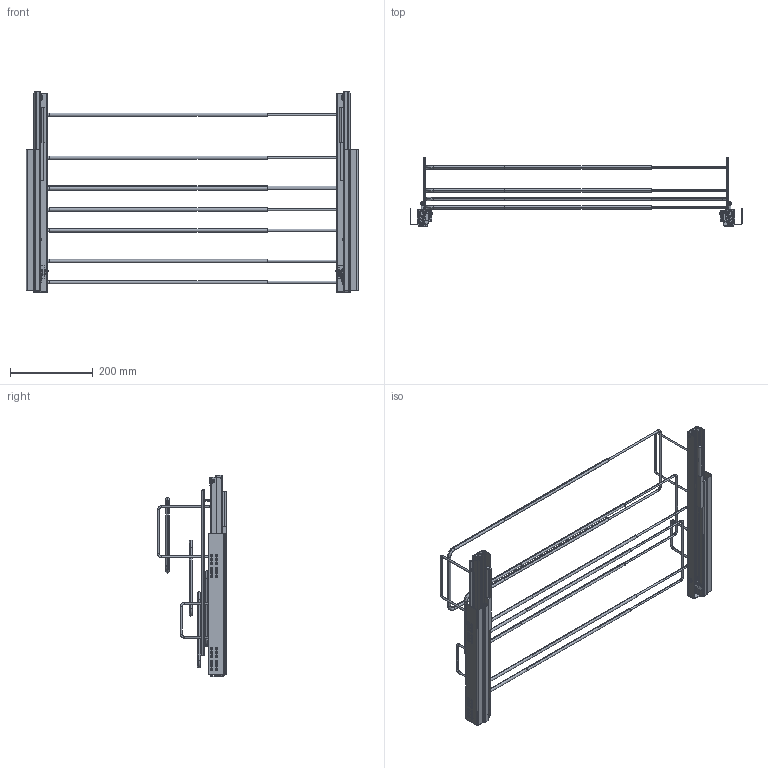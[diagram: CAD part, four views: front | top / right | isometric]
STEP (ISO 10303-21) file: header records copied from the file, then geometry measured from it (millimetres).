
FILE_DESCRIPTION (( 'STEP AP214' ), '1' );
FILE_NAME ('10_39103014.stp', '2022-07-26T12:48:18', ( '' ), ( '' ), 'SwSTEP 2.0', 'SolidWorks 2018', '' );
FILE_SCHEMA (( 'AUTOMOTIVE_DESIGN' ));
Length unit declared in the file: millimetre
Products named in the file (35): FIJACION GUIA del dcha mod^Copia de Copia de CJTO FIJACION GUIA dcha mod_Ensamblaje99_08_39105007; FUNDA QUADRO 480 EB20 IZQDA_M^Copia de Copia de QUADRO V6 480 EB20 SS IZQDA_M_Ensamblaje98_08_39105007; piston DERECHA^Copia de Copia de QUADRO V6 480 EB20 SS DCHA_Ensamblaje99_08_39105007; clip PITON^Copia de Copia de CJTO FIJACION GUIA izqda mod_Ensamblaje98_08_39105007; FUNDA QUADRO 480 EB20 DCHA^Copia de Copia de QUADRO V6 480 EB20 SS DCHA_Ensamblaje99_08_39105007; Copia de Copia de CJTO FIJACION GUIA dcha mod^Ensamblaje99_08_39105007; clip PITON^Copia de Copia de CJTO FIJACION GUIA dcha mod_Ensamblaje99_08_39105007; FIJACION GUIA eje dcha^Copia de Copia de CJTO FIJACION GUIA dcha mod_Ensamblaje99_08_39105007; Copia de 08_ZAPATERO 640_1000 HEMBRA^08_39105007; Copia de B02_ZAPATERO A - 640_1000.ipt^Copia de 08_LATERAL ZAPATERO 640_1000 - MACHO_08_39105007; 10_39103014; Copia de Copia de FIJACION GUIA trasera mod^Ensamblaje98_08_39105007; Ensamblaje99^08_39105007; Copia de lateral con casquillos.ipt^Copia de 08_LATERAL ZAPATERO 640_1000 - MACHO_08_39105007; MEDIO QUADRO 480 EB20 IZQDA_M^Copia de Copia de QUADRO V6 480 EB20 SS IZQDA_M_Ensamblaje98_08_39105007; CENTRO GUIA CUADRO^Copia de Copia de QUADRO V6 480 EB20 SS DCHA_Ensamblaje99_08_39105007; Copia de Copia de CJTO FIJACION GUIA izqda mod^Ensamblaje98_08_39105007; Copia de Copia de CJTO PLETINA FR BAJO IZDA^Ensamblaje98_08_39105007; FIJACION GUIA eje izqda^Copia de Copia de CJTO FIJACION GUIA izqda mod_Ensamblaje98_08_39105007; Copia de Copia de QUADRO V6 480 EB20 SS IZQDA_M^Ensamblaje98_08_39105007; Copia de 08_LATERAL ZAPATERO 640_1000 - MACHO^08_39105007; Copia de B01_ZAPATERO A.ipt^Copia de 08_ZAPATERO 640_1000 HEMBRA_08_39105007; Copia de B01_ZAPATERO A.ipt^Copia de 08_LATERAL ZAPATERO 640_1000 - MACHO_08_39105007; MEDIO QUADRO 480 EB20 DCHA^Copia de Copia de QUADRO V6 480 EB20 SS DCHA_Ensamblaje99_08_39105007; Copia de Copia de QUADRO V6 480 EB20 SS DCHA^Ensamblaje99_08_39105007; Copia de lateral con casquillos.ipt^Copia de 08_ZAPATERO 640_1000 HEMBRA_08_39105007; PLETINA GUIA IZDA_MIR^Copia de Copia de CJTO PLETINA FR BAJO IZDA_Ensamblaje98_08_39105007; Ensamblaje98^08_39105007; Copia de Copia de FIJACION GUIA trasera mod^Ensamblaje99_08_39105007; FIJACION GUIA del izqda_MIR^Copia de Copia de CJTO FIJACION GUIA izqda mod_Ensamblaje98_08_39105007; PLETINA GUIA DCHA^Copia de Copia de CJTO PLETINA FR BAJO_Ensamblaje99_08_39105007; piston DERECHA^Copia de Copia de QUADRO V6 480 EB20 SS IZQDA_M_Ensamblaje98_08_39105007; Copia de Copia de CJTO PLETINA FR BAJO^Ensamblaje99_08_39105007; CENTRO GUIA CUADRO^Copia de Copia de QUADRO V6 480 EB20 SS IZQDA_M_Ensamblaje98_08_39105007; Copia de B 00_ZAPATERO A - 640-1000.ipt^Copia de 08_ZAPATERO 640_1000 HEMBRA_08_39105007
Assembly tree (46 placements, depth 4):
  10_39103014
    Ensamblaje98^08_39105007
      Copia de Copia de CJTO PLETINA FR BAJO IZDA^Ensamblaje98_08_39105007
        PLETINA GUIA IZDA_MIR^Copia de Copia de CJTO PLETINA FR BAJO IZDA_Ensamblaje98_08_39105007
      Copia de Copia de CJTO FIJACION GUIA izqda mod^Ensamblaje98_08_39105007
        clip PITON^Copia de Copia de CJTO FIJACION GUIA izqda mod_Ensamblaje98_08_39105007  x2
        FIJACION GUIA eje izqda^Copia de Copia de CJTO FIJACION GUIA izqda mod_Ensamblaje98_08_39105007  x3
        FIJACION GUIA del izqda_MIR^Copia de Copia de CJTO FIJACION GUIA izqda mod_Ensamblaje98_08_39105007  x2
      Copia de Copia de QUADRO V6 480 EB20 SS IZQDA_M^Ensamblaje98_08_39105007
        FUNDA QUADRO 480 EB20 IZQDA_M^Copia de Copia de QUADRO V6 480 EB20 SS IZQDA_M_Ensamblaje98_08_39105007
        MEDIO QUADRO 480 EB20 IZQDA_M^Copia de Copia de QUADRO V6 480 EB20 SS IZQDA_M_Ensamblaje98_08_39105007
        CENTRO GUIA CUADRO^Copia de Copia de QUADRO V6 480 EB20 SS IZQDA_M_Ensamblaje98_08_39105007
        piston DERECHA^Copia de Copia de QUADRO V6 480 EB20 SS IZQDA_M_Ensamblaje98_08_39105007
      Copia de Copia de FIJACION GUIA trasera mod^Ensamblaje98_08_39105007
    Ensamblaje99^08_39105007
      Copia de Copia de CJTO PLETINA FR BAJO^Ensamblaje99_08_39105007
        PLETINA GUIA DCHA^Copia de Copia de CJTO PLETINA FR BAJO_Ensamblaje99_08_39105007
      Copia de Copia de CJTO FIJACION GUIA dcha mod^Ensamblaje99_08_39105007
        FIJACION GUIA eje dcha^Copia de Copia de CJTO FIJACION GUIA dcha mod_Ensamblaje99_08_39105007  x2
        clip PITON^Copia de Copia de CJTO FIJACION GUIA dcha mod_Ensamblaje99_08_39105007  x2
        FIJACION GUIA del dcha mod^Copia de Copia de CJTO FIJACION GUIA dcha mod_Ensamblaje99_08_39105007
      Copia de Copia de QUADRO V6 480 EB20 SS DCHA^Ensamblaje99_08_39105007
        FUNDA QUADRO 480 EB20 DCHA^Copia de Copia de QUADRO V6 480 EB20 SS DCHA_Ensamblaje99_08_39105007
        MEDIO QUADRO 480 EB20 DCHA^Copia de Copia de QUADRO V6 480 EB20 SS DCHA_Ensamblaje99_08_39105007
        CENTRO GUIA CUADRO^Copia de Copia de QUADRO V6 480 EB20 SS DCHA_Ensamblaje99_08_39105007
        piston DERECHA^Copia de Copia de QUADRO V6 480 EB20 SS DCHA_Ensamblaje99_08_39105007
      Copia de Copia de FIJACION GUIA trasera mod^Ensamblaje99_08_39105007
    Copia de 08_LATERAL ZAPATERO 640_1000 - MACHO^08_39105007
      Copia de B01_ZAPATERO A.ipt^Copia de 08_LATERAL ZAPATERO 640_1000 - MACHO_08_39105007
      Copia de lateral con casquillos.ipt^Copia de 08_LATERAL ZAPATERO 640_1000 - MACHO_08_39105007
      Copia de B02_ZAPATERO A - 640_1000.ipt^Copia de 08_LATERAL ZAPATERO 640_1000 - MACHO_08_39105007  x4
    Copia de 08_ZAPATERO 640_1000 HEMBRA^08_39105007
      Copia de B01_ZAPATERO A.ipt^Copia de 08_ZAPATERO 640_1000 HEMBRA_08_39105007
      Copia de lateral con casquillos.ipt^Copia de 08_ZAPATERO 640_1000 HEMBRA_08_39105007
      Copia de B 00_ZAPATERO A - 640-1000.ipt^Copia de 08_ZAPATERO 640_1000 HEMBRA_08_39105007  x4
Bounding box: 800 x 166.32 x 485.5 mm (x, y, z)
Volume: 655887.4 mm3; surface area: 788393.9 mm2
Topology: 39 solids, 39 shells, 1829 faces, 4675 edges, 2902 vertices
Faces by surface type: plane 870, cylinder 742, torus 76, cone 48, sphere 47, bspline 46
Entity records: 46590 total; most frequent: CARTESIAN_POINT 11392, ORIENTED_EDGE 6976, DIRECTION 6966, EDGE_CURVE 3488, AXIS2_PLACEMENT_3D 2518, VERTEX_POINT 2212, VECTOR 1930, LINE 1930
